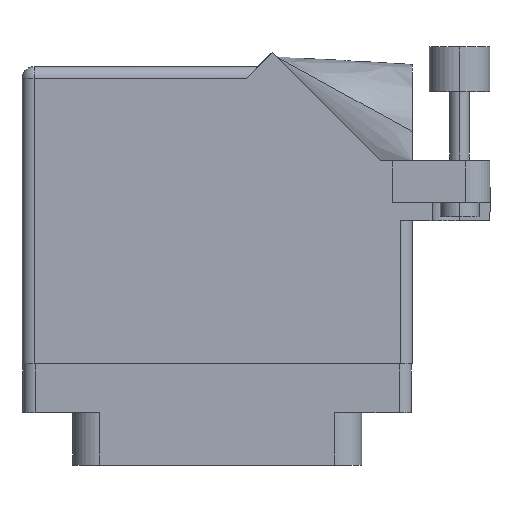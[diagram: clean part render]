
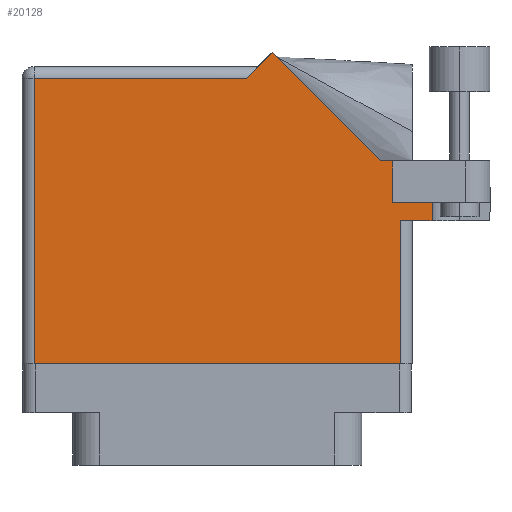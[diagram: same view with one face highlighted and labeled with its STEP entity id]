
A CAD part, front view. The second image highlights one B-rep face of the part: STEP entity #20128.
In plain terms, the highlighted face is planar.
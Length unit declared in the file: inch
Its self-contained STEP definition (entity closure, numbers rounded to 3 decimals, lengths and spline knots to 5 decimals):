
#317 = EDGE_CURVE ( 'NONE', #37611, #8679, #16382, .T. ) ;
#451 = VERTEX_POINT ( 'NONE', #18889 ) ;
#576 = VERTEX_POINT ( 'NONE', #19432 ) ;
#932 = CARTESIAN_POINT ( 'NONE',  ( -1.005, 1.43, 0.455 ) ) ;
#1611 = LINE ( 'NONE', #35220, #36223 ) ;
#2144 = CARTESIAN_POINT ( 'NONE',  ( 0.212, 1.43, 0.455 ) ) ;
#2330 = ORIENTED_EDGE ( 'NONE', *, *, #6981, .T. ) ;
#3468 = VERTEX_POINT ( 'NONE', #32638 ) ;
#3814 = DIRECTION ( 'NONE',  ( 1., 0., 0. ) ) ;
#4206 = CARTESIAN_POINT ( 'NONE',  ( 0.905, 0.731, 0.455 ) ) ;
#4218 = ORIENTED_EDGE ( 'NONE', *, *, #22855, .T. ) ;
#4854 = DIRECTION ( 'NONE',  ( -0.707, -0.707, 0. ) ) ;
#5175 = CARTESIAN_POINT ( 'NONE',  ( 1.405, 0.944, 0.455 ) ) ;
#6110 = LINE ( 'NONE', #11595, #38307 ) ;
#6164 = LINE ( 'NONE', #16988, #31545 ) ;
#6981 = EDGE_CURVE ( 'NONE', #451, #22129, #38627, .T. ) ;
#7532 = CARTESIAN_POINT ( 'NONE',  ( 0.905, 0.944, 0.455 ) ) ;
#8101 = VECTOR ( 'NONE', #38193, 39.37008 ) ;
#8679 = VERTEX_POINT ( 'NONE', #37026 ) ;
#9960 = EDGE_LOOP ( 'NONE', ( #20806, #4218, #15315, #32180, #39325, #27918, #39930, #24713, #32179, #14493, #2330 ) ) ;
#11112 = CARTESIAN_POINT ( 'NONE',  ( 0.943, 0.637, 0.455 ) ) ;
#11578 = VECTOR ( 'NONE', #33086, 39.37008 ) ;
#11595 = CARTESIAN_POINT ( 'NONE',  ( 1.1065, 1.06177, 0.455 ) ) ;
#11789 = AXIS2_PLACEMENT_3D ( 'NONE', #932, #35150, #13333 ) ;
#12004 = VECTOR ( 'NONE', #4854, 39.37008 ) ;
#13333 = DIRECTION ( 'NONE',  ( -1., 0., 0. ) ) ;
#13527 = EDGE_CURVE ( 'NONE', #19015, #13530, #34524, .T. ) ;
#13530 = VERTEX_POINT ( 'NONE', #22749 ) ;
#13618 = CARTESIAN_POINT ( 'NONE',  ( 0.943, -0.1, 0.455 ) ) ;
#14329 = VECTOR ( 'NONE', #17533, 39.37008 ) ;
#14493 = ORIENTED_EDGE ( 'NONE', *, *, #37130, .T. ) ;
#14707 = DIRECTION ( 'NONE',  ( 0., -1., 0. ) ) ;
#14817 = EDGE_CURVE ( 'NONE', #40097, #576, #21666, .T. ) ;
#14945 = VECTOR ( 'NONE', #17507, 39.37008 ) ;
#15315 = ORIENTED_EDGE ( 'NONE', *, *, #20651, .T. ) ;
#16382 = LINE ( 'NONE', #5175, #14945 ) ;
#16781 = CARTESIAN_POINT ( 'NONE',  ( -0.943, -0.1, 0.455 ) ) ;
#16988 = CARTESIAN_POINT ( 'NONE',  ( 0.905, 0.731, 0.455 ) ) ;
#17507 = DIRECTION ( 'NONE',  ( -1., 0., 0. ) ) ;
#17533 = DIRECTION ( 'NONE',  ( 0., 1., 0. ) ) ;
#18889 = CARTESIAN_POINT ( 'NONE',  ( -0.943, 1.368, 0.455 ) ) ;
#19015 = VERTEX_POINT ( 'NONE', #27669 ) ;
#19187 = LINE ( 'NONE', #11112, #14329 ) ;
#19432 = CARTESIAN_POINT ( 'NONE',  ( 0.15, 1.368, 0.455 ) ) ;
#19769 = CARTESIAN_POINT ( 'NONE',  ( 1.1065, 0.637, 0.455 ) ) ;
#20128 = ADVANCED_FACE ( 'NONE', ( #25778 ), #26029, .F. ) ;
#20651 = EDGE_CURVE ( 'NONE', #3468, #23168, #21225, .T. ) ;
#20806 = ORIENTED_EDGE ( 'NONE', *, *, #34885, .T. ) ;
#21225 = LINE ( 'NONE', #34835, #8101 ) ;
#21354 = CARTESIAN_POINT ( 'NONE',  ( -1.005, 1.368, 0.455 ) ) ;
#21666 = LINE ( 'NONE', #2144, #12004 ) ;
#21760 = LINE ( 'NONE', #23798, #11578 ) ;
#21894 = CARTESIAN_POINT ( 'NONE',  ( 0.28271, 1.50071, 0.455 ) ) ;
#22129 = VERTEX_POINT ( 'NONE', #25818 ) ;
#22504 = DIRECTION ( 'NONE',  ( 1., 0., 0. ) ) ;
#22749 = CARTESIAN_POINT ( 'NONE',  ( 1.1065, 0.731, 0.455 ) ) ;
#22855 = EDGE_CURVE ( 'NONE', #33225, #3468, #19187, .T. ) ;
#23168 = VERTEX_POINT ( 'NONE', #19769 ) ;
#23798 = CARTESIAN_POINT ( 'NONE',  ( 0.83942, 0.944, 0.455 ) ) ;
#24689 = DIRECTION ( 'NONE',  ( -1., 0., 0. ) ) ;
#24713 = ORIENTED_EDGE ( 'NONE', *, *, #38609, .T. ) ;
#24857 = VECTOR ( 'NONE', #24689, 39.37008 ) ;
#25778 = FACE_OUTER_BOUND ( 'NONE', #9960, .T. ) ;
#25818 = CARTESIAN_POINT ( 'NONE',  ( -0.943, -0.1, 0.455 ) ) ;
#25854 = LINE ( 'NONE', #21354, #24857 ) ;
#26029 = PLANE ( 'NONE',  #11789 ) ;
#27669 = CARTESIAN_POINT ( 'NONE',  ( 0.905, 0.731, 0.455 ) ) ;
#27918 = ORIENTED_EDGE ( 'NONE', *, *, #38495, .T. ) ;
#29396 = DIRECTION ( 'NONE',  ( 0., 1., 0. ) ) ;
#30131 = VECTOR ( 'NONE', #3814, 39.37008 ) ;
#31545 = VECTOR ( 'NONE', #29396, 39.37008 ) ;
#32179 = ORIENTED_EDGE ( 'NONE', *, *, #14817, .T. ) ;
#32180 = ORIENTED_EDGE ( 'NONE', *, *, #34135, .F. ) ;
#32638 = CARTESIAN_POINT ( 'NONE',  ( 0.943, 0.637, 0.455 ) ) ;
#33086 = DIRECTION ( 'NONE',  ( -0.707, 0.707, 0. ) ) ;
#33225 = VERTEX_POINT ( 'NONE', #13618 ) ;
#33787 = VECTOR ( 'NONE', #38573, 39.37008 ) ;
#34135 = EDGE_CURVE ( 'NONE', #13530, #23168, #6110, .T. ) ;
#34524 = LINE ( 'NONE', #4206, #30131 ) ;
#34835 = CARTESIAN_POINT ( 'NONE',  ( 1.005, 0.637, 0.455 ) ) ;
#34885 = EDGE_CURVE ( 'NONE', #22129, #33225, #1611, .T. ) ;
#35150 = DIRECTION ( 'NONE',  ( 0., 0., -1. ) ) ;
#35220 = CARTESIAN_POINT ( 'NONE',  ( -1.005, -0.1, 0.455 ) ) ;
#36223 = VECTOR ( 'NONE', #22504, 39.37008 ) ;
#37026 = CARTESIAN_POINT ( 'NONE',  ( 0.83942, 0.944, 0.455 ) ) ;
#37130 = EDGE_CURVE ( 'NONE', #576, #451, #25854, .T. ) ;
#37611 = VERTEX_POINT ( 'NONE', #7532 ) ;
#38193 = DIRECTION ( 'NONE',  ( 1., 0., 0. ) ) ;
#38307 = VECTOR ( 'NONE', #14707, 39.37008 ) ;
#38495 = EDGE_CURVE ( 'NONE', #19015, #37611, #6164, .T. ) ;
#38573 = DIRECTION ( 'NONE',  ( 0., -1., 0. ) ) ;
#38609 = EDGE_CURVE ( 'NONE', #8679, #40097, #21760, .T. ) ;
#38627 = LINE ( 'NONE', #16781, #33787 ) ;
#39325 = ORIENTED_EDGE ( 'NONE', *, *, #13527, .F. ) ;
#39930 = ORIENTED_EDGE ( 'NONE', *, *, #317, .T. ) ;
#40097 = VERTEX_POINT ( 'NONE', #21894 ) ;
